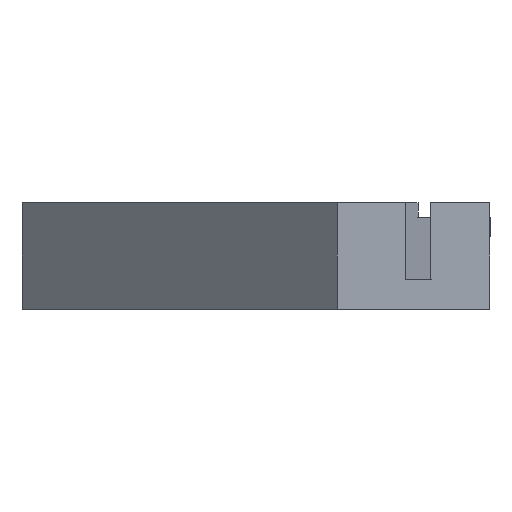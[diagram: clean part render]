
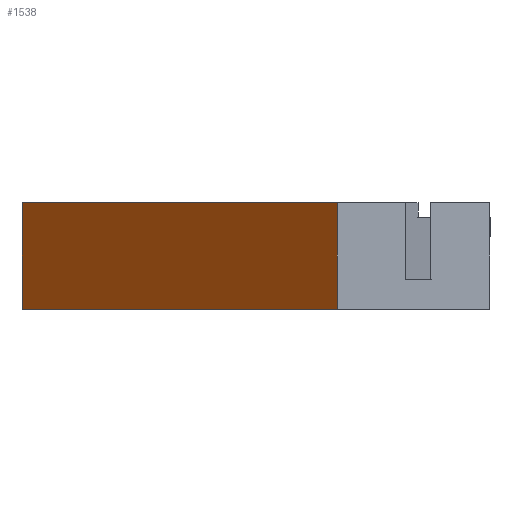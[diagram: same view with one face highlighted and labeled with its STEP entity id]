
A CAD part, left-side view. The second image highlights one B-rep face of the part: STEP entity #1538.
In plain terms, the highlighted planar face has unit normal (-0.707, 0.707, 0).
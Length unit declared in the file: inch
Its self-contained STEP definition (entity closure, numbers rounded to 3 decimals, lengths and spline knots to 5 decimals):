
#68 = DIRECTION ( 'NONE',  ( 0., 0., -1. ) ) ;
#74 = ORIENTED_EDGE ( 'NONE', *, *, #528, .F. ) ;
#150 = VERTEX_POINT ( 'NONE', #1032 ) ;
#197 = LINE ( 'NONE', #1420, #961 ) ;
#271 = CARTESIAN_POINT ( 'NONE',  ( -0.25185, 1., 0.11417 ) ) ;
#355 = VECTOR ( 'NONE', #719, 39.37008 ) ;
#371 = VERTEX_POINT ( 'NONE', #1044 ) ;
#451 = DIRECTION ( 'NONE',  ( 0.707, -0.707, 0. ) ) ;
#488 = DIRECTION ( 'NONE',  ( 0.707, 0.707, 0. ) ) ;
#506 = CARTESIAN_POINT ( 'NONE',  ( -0.9252, 0.32666, -0.11417 ) ) ;
#528 = EDGE_CURVE ( 'NONE', #975, #150, #1789, .T. ) ;
#597 = EDGE_CURVE ( 'NONE', #1025, #975, #197, .T. ) ;
#719 = DIRECTION ( 'NONE',  ( 0., 0., -1. ) ) ;
#767 = LINE ( 'NONE', #271, #355 ) ;
#770 = PLANE ( 'NONE',  #781 ) ;
#781 = AXIS2_PLACEMENT_3D ( 'NONE', #937, #451, #1682 ) ;
#842 = LINE ( 'NONE', #1250, #1266 ) ;
#913 = EDGE_LOOP ( 'NONE', ( #1437, #1048, #1471, #74 ) ) ;
#930 = EDGE_CURVE ( 'NONE', #371, #150, #767, .T. ) ;
#937 = CARTESIAN_POINT ( 'NONE',  ( -0.25185, 1., 0.11417 ) ) ;
#961 = VECTOR ( 'NONE', #68, 39.37008 ) ;
#975 = VERTEX_POINT ( 'NONE', #1816 ) ;
#983 = FACE_OUTER_BOUND ( 'NONE', #913, .T. ) ;
#1025 = VERTEX_POINT ( 'NONE', #1513 ) ;
#1032 = CARTESIAN_POINT ( 'NONE',  ( -0.25185, 1., -0.11417 ) ) ;
#1044 = CARTESIAN_POINT ( 'NONE',  ( -0.25185, 1., 0.11417 ) ) ;
#1048 = ORIENTED_EDGE ( 'NONE', *, *, #1136, .T. ) ;
#1136 = EDGE_CURVE ( 'NONE', #1025, #371, #842, .T. ) ;
#1250 = CARTESIAN_POINT ( 'NONE',  ( -0.9252, 0.32666, 0.11417 ) ) ;
#1266 = VECTOR ( 'NONE', #488, 39.37008 ) ;
#1420 = CARTESIAN_POINT ( 'NONE',  ( -0.9252, 0.32666, 0.11417 ) ) ;
#1437 = ORIENTED_EDGE ( 'NONE', *, *, #597, .F. ) ;
#1471 = ORIENTED_EDGE ( 'NONE', *, *, #930, .T. ) ;
#1513 = CARTESIAN_POINT ( 'NONE',  ( -0.9252, 0.32666, 0.11417 ) ) ;
#1538 = ADVANCED_FACE ( 'NONE', ( #983 ), #770, .F. ) ;
#1578 = DIRECTION ( 'NONE',  ( 0.707, 0.707, 0. ) ) ;
#1673 = VECTOR ( 'NONE', #1578, 39.37008 ) ;
#1682 = DIRECTION ( 'NONE',  ( 0.707, 0.707, 0. ) ) ;
#1789 = LINE ( 'NONE', #506, #1673 ) ;
#1816 = CARTESIAN_POINT ( 'NONE',  ( -0.9252, 0.32666, -0.11417 ) ) ;
